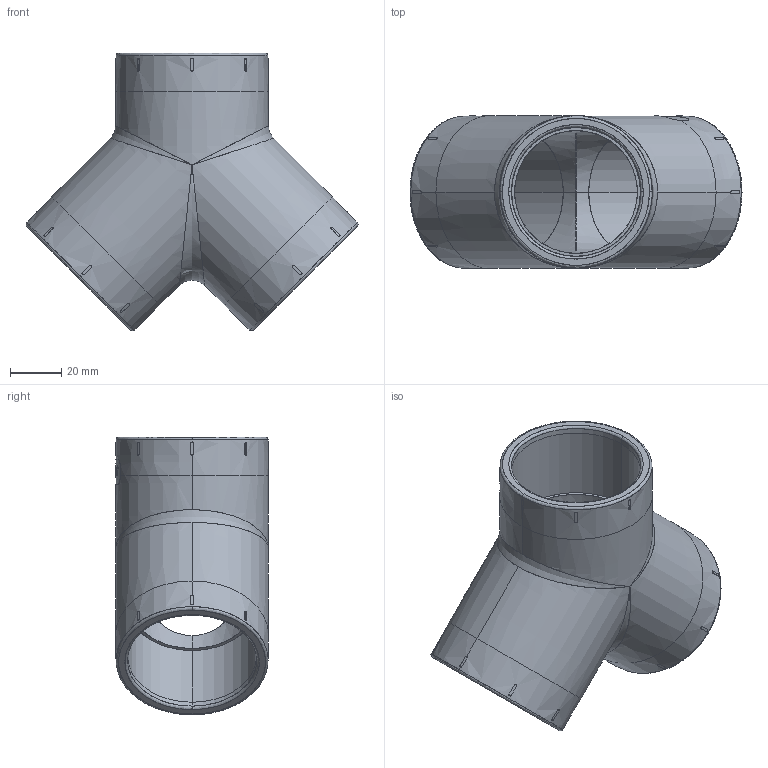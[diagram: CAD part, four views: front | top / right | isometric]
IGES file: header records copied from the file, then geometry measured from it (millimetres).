
Start section: SolidWorks IGES file using analytic representation for surfaces
Global section: file name: 01 05 1345 050.IGS; native system: SolidWorks 2014; preprocessor: SolidWorks 2014; author: utilizadort; date: 141111.093552; units: millimetre
Bounding box: 129.46 x 59.55 x 108.23 mm (x, y, z)
Surface area: 49152.1 mm2 (no closed solid volume)
Topology: 0 solids, 0 shells, 435 faces, 6058 edges, 6052 vertices
Faces by surface type: bspline 293, revolution 142
